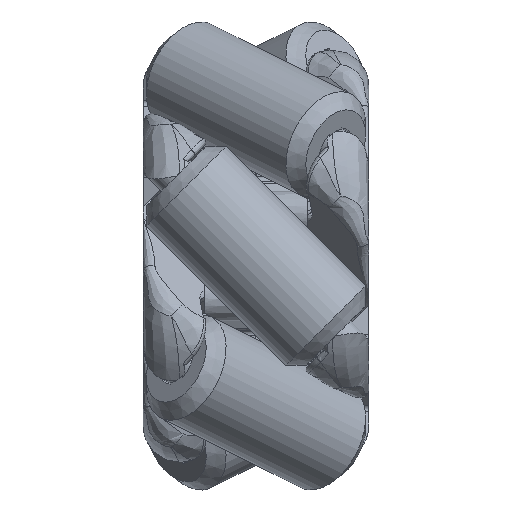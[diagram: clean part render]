
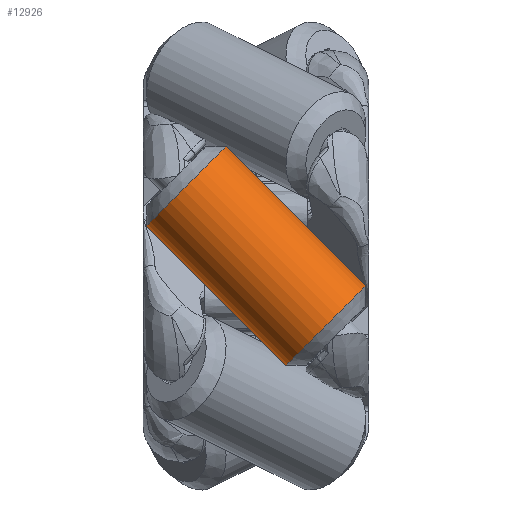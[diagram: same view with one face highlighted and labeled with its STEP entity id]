
A CAD part, front view. The second image highlights one B-rep face of the part: STEP entity #12926.
In plain terms, the highlighted cylindrical face has radius 6.35 mm (diameter 12.7 mm), a partial arc.
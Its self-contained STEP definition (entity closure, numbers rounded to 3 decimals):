
#1114 = CYLINDRICAL_SURFACE ( 'NONE', #33538, 6.35 ) ;
#2264 = EDGE_CURVE ( 'NONE', #12852, #34087, #9829, .T. ) ;
#2516 = VECTOR ( 'NONE', #32136, 1000. ) ;
#4188 = EDGE_CURVE ( 'NONE', #12852, #15093, #32639, .T. ) ;
#5163 = CARTESIAN_POINT ( 'NONE',  ( -7.858, -19.05, 7.858 ) ) ;
#7811 = CARTESIAN_POINT ( 'NONE',  ( 7.151, -12.779, -8.565 ) ) ;
#8223 = VECTOR ( 'NONE', #32095, 1000. ) ;
#8290 = ORIENTED_EDGE ( 'NONE', *, *, #29580, .T. ) ;
#8749 = CIRCLE ( 'NONE', #16517, 6.35 ) ;
#9829 = CIRCLE ( 'NONE', #30147, 6.35 ) ;
#10218 = DIRECTION ( 'NONE',  ( -0.707, 0., -0.707 ) ) ;
#11768 = ORIENTED_EDGE ( 'NONE', *, *, #4188, .T. ) ;
#11786 = CARTESIAN_POINT ( 'NONE',  ( -8.565, -12.779, 7.151 ) ) ;
#12852 = VERTEX_POINT ( 'NONE', #13273 ) ;
#12926 = ADVANCED_FACE ( 'NONE', ( #15651 ), #1114, .T. ) ;
#13273 = CARTESIAN_POINT ( 'NONE',  ( 8.565, -12.779, -7.151 ) ) ;
#14791 = ORIENTED_EDGE ( 'NONE', *, *, #2264, .F. ) ;
#14794 = DIRECTION ( 'NONE',  ( -0.707, 0., -0.707 ) ) ;
#15093 = VERTEX_POINT ( 'NONE', #20229 ) ;
#15651 = FACE_OUTER_BOUND ( 'NONE', #17216, .T. ) ;
#16517 = AXIS2_PLACEMENT_3D ( 'NONE', #5163, #16561, #27942 ) ;
#16561 = DIRECTION ( 'NONE',  ( 0.707, 0., -0.707 ) ) ;
#17216 = EDGE_LOOP ( 'NONE', ( #8290, #14791, #11768, #26484 ) ) ;
#20229 = CARTESIAN_POINT ( 'NONE',  ( -7.151, -12.779, 8.565 ) ) ;
#21478 = CARTESIAN_POINT ( 'NONE',  ( 15.484, -12.779, -16.898 ) ) ;
#26484 = ORIENTED_EDGE ( 'NONE', *, *, #27085, .T. ) ;
#26779 = VERTEX_POINT ( 'NONE', #11786 ) ;
#27045 = CARTESIAN_POINT ( 'NONE',  ( 8.98, -19.05, -8.98 ) ) ;
#27085 = EDGE_CURVE ( 'NONE', #15093, #26779, #8749, .T. ) ;
#27942 = DIRECTION ( 'NONE',  ( -0.707, 0., -0.707 ) ) ;
#29580 = EDGE_CURVE ( 'NONE', #26779, #34087, #35704, .T. ) ;
#30147 = AXIS2_PLACEMENT_3D ( 'NONE', #34563, #31769, #14794 ) ;
#31769 = DIRECTION ( 'NONE',  ( 0.707, 0., -0.707 ) ) ;
#32095 = DIRECTION ( 'NONE',  ( -0.707, 0., 0.707 ) ) ;
#32136 = DIRECTION ( 'NONE',  ( 0.707, 0., -0.707 ) ) ;
#32639 = LINE ( 'NONE', #35086, #8223 ) ;
#33538 = AXIS2_PLACEMENT_3D ( 'NONE', #27045, #35836, #10218 ) ;
#34087 = VERTEX_POINT ( 'NONE', #7811 ) ;
#34563 = CARTESIAN_POINT ( 'NONE',  ( 7.858, -19.05, -7.858 ) ) ;
#35086 = CARTESIAN_POINT ( 'NONE',  ( 16.898, -12.779, -15.484 ) ) ;
#35704 = LINE ( 'NONE', #21478, #2516 ) ;
#35836 = DIRECTION ( 'NONE',  ( -0.707, 0., 0.707 ) ) ;
